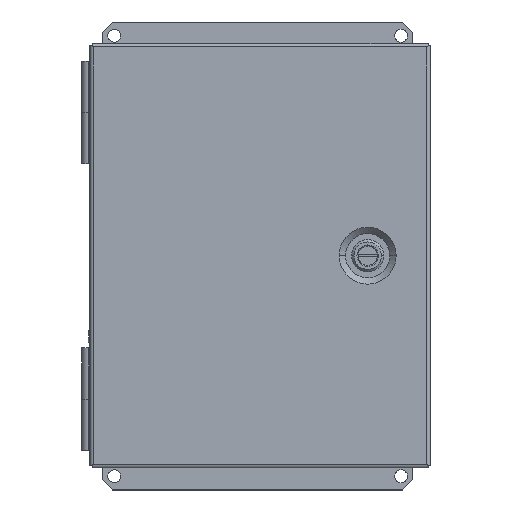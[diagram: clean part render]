
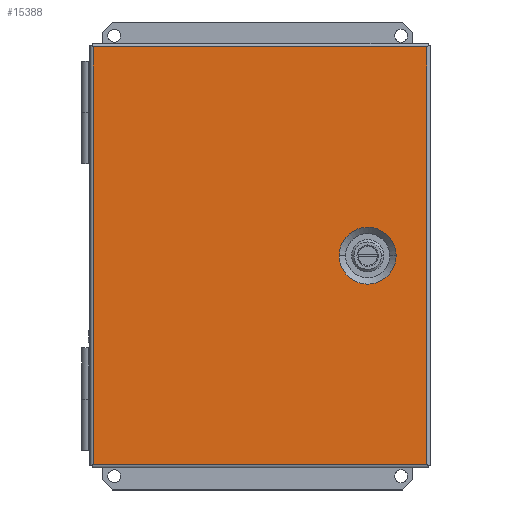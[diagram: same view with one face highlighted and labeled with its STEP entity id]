
A CAD part, top view. The second image highlights one B-rep face of the part: STEP entity #15388.
In plain terms, the highlighted planar face has unit normal (0, 0, 1).
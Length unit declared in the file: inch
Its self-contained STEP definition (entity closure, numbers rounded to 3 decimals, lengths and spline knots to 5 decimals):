
#805 = FACE_OUTER_BOUND ( 'NONE', #5730, .T. ) ;
#981 = ORIENTED_EDGE ( 'NONE', *, *, #21579, .T. ) ;
#1997 = DIRECTION ( 'NONE',  ( -1., 0., 0. ) ) ;
#2452 = DIRECTION ( 'NONE',  ( 0., 0., -1. ) ) ;
#2673 = DIRECTION ( 'NONE',  ( 0., 0., 1. ) ) ;
#3087 = VECTOR ( 'NONE', #11733, 39.37008 ) ;
#3278 = CIRCLE ( 'NONE', #4802, 0.69489 ) ;
#4442 = CARTESIAN_POINT ( 'NONE',  ( 2.6865, 0., 3.621 ) ) ;
#4684 = CARTESIAN_POINT ( 'NONE',  ( -4.0085, -5.0955, 3.621 ) ) ;
#4802 = AXIS2_PLACEMENT_3D ( 'NONE', #4442, #2452, #13152 ) ;
#5250 = VECTOR ( 'NONE', #1997, 39.37008 ) ;
#5461 = AXIS2_PLACEMENT_3D ( 'NONE', #16457, #16283, #7507 ) ;
#5730 = EDGE_LOOP ( 'NONE', ( #9196, #21183, #19531, #981 ) ) ;
#6522 = FACE_BOUND ( 'NONE', #11385, .T. ) ;
#7089 = LINE ( 'NONE', #23206, #7417 ) ;
#7279 = DIRECTION ( 'NONE',  ( 1., 0., 0. ) ) ;
#7417 = VECTOR ( 'NONE', #16643, 39.37008 ) ;
#7507 = DIRECTION ( 'NONE',  ( 1., 0., 0. ) ) ;
#8129 = LINE ( 'NONE', #24445, #3087 ) ;
#8213 = EDGE_CURVE ( 'NONE', #25724, #11057, #7089, .T. ) ;
#9196 = ORIENTED_EDGE ( 'NONE', *, *, #19581, .T. ) ;
#9415 = VERTEX_POINT ( 'NONE', #11699 ) ;
#10552 = VERTEX_POINT ( 'NONE', #13685 ) ;
#10942 = CARTESIAN_POINT ( 'NONE',  ( 1.99161, 0., 3.621 ) ) ;
#10976 = CARTESIAN_POINT ( 'NONE',  ( -4.0085, 5.0955, 3.621 ) ) ;
#11057 = VERTEX_POINT ( 'NONE', #4684 ) ;
#11385 = EDGE_LOOP ( 'NONE', ( #16644, #15806 ) ) ;
#11699 = CARTESIAN_POINT ( 'NONE',  ( 3.38139, 0., 3.621 ) ) ;
#11733 = DIRECTION ( 'NONE',  ( 1., 0., 0. ) ) ;
#11746 = EDGE_CURVE ( 'NONE', #11057, #23088, #8129, .T. ) ;
#13152 = DIRECTION ( 'NONE',  ( 1., 0., 0. ) ) ;
#13317 = VECTOR ( 'NONE', #15994, 39.37008 ) ;
#13501 = CIRCLE ( 'NONE', #5461, 0.69489 ) ;
#13685 = CARTESIAN_POINT ( 'NONE',  ( 4.1335, 5.0955, 3.621 ) ) ;
#14629 = LINE ( 'NONE', #25286, #5250 ) ;
#15388 = ADVANCED_FACE ( 'NONE', ( #6522, #805 ), #15420, .T. ) ;
#15420 = PLANE ( 'NONE',  #20185 ) ;
#15645 = CARTESIAN_POINT ( 'NONE',  ( 4.1335, -5.0955, 3.621 ) ) ;
#15806 = ORIENTED_EDGE ( 'NONE', *, *, #17170, .T. ) ;
#15994 = DIRECTION ( 'NONE',  ( 0., 1., 0. ) ) ;
#16283 = DIRECTION ( 'NONE',  ( 0., 0., -1. ) ) ;
#16457 = CARTESIAN_POINT ( 'NONE',  ( 2.6865, 0., 3.621 ) ) ;
#16643 = DIRECTION ( 'NONE',  ( 0., -1., 0. ) ) ;
#16644 = ORIENTED_EDGE ( 'NONE', *, *, #20130, .T. ) ;
#17170 = EDGE_CURVE ( 'NONE', #26354, #9415, #3278, .T. ) ;
#19531 = ORIENTED_EDGE ( 'NONE', *, *, #11746, .T. ) ;
#19581 = EDGE_CURVE ( 'NONE', #10552, #25724, #14629, .T. ) ;
#20130 = EDGE_CURVE ( 'NONE', #9415, #26354, #13501, .T. ) ;
#20185 = AXIS2_PLACEMENT_3D ( 'NONE', #26534, #2673, #7279 ) ;
#21183 = ORIENTED_EDGE ( 'NONE', *, *, #8213, .T. ) ;
#21579 = EDGE_CURVE ( 'NONE', #23088, #10552, #26585, .T. ) ;
#23088 = VERTEX_POINT ( 'NONE', #15645 ) ;
#23206 = CARTESIAN_POINT ( 'NONE',  ( -4.0085, -5.1815, 3.621 ) ) ;
#24445 = CARTESIAN_POINT ( 'NONE',  ( -4.0945, -5.0955, 3.621 ) ) ;
#24682 = CARTESIAN_POINT ( 'NONE',  ( 4.1335, -5.1815, 3.621 ) ) ;
#25286 = CARTESIAN_POINT ( 'NONE',  ( -4.0945, 5.0955, 3.621 ) ) ;
#25724 = VERTEX_POINT ( 'NONE', #10976 ) ;
#26354 = VERTEX_POINT ( 'NONE', #10942 ) ;
#26534 = CARTESIAN_POINT ( 'NONE',  ( -4.0945, -5.1815, 3.621 ) ) ;
#26585 = LINE ( 'NONE', #24682, #13317 ) ;
